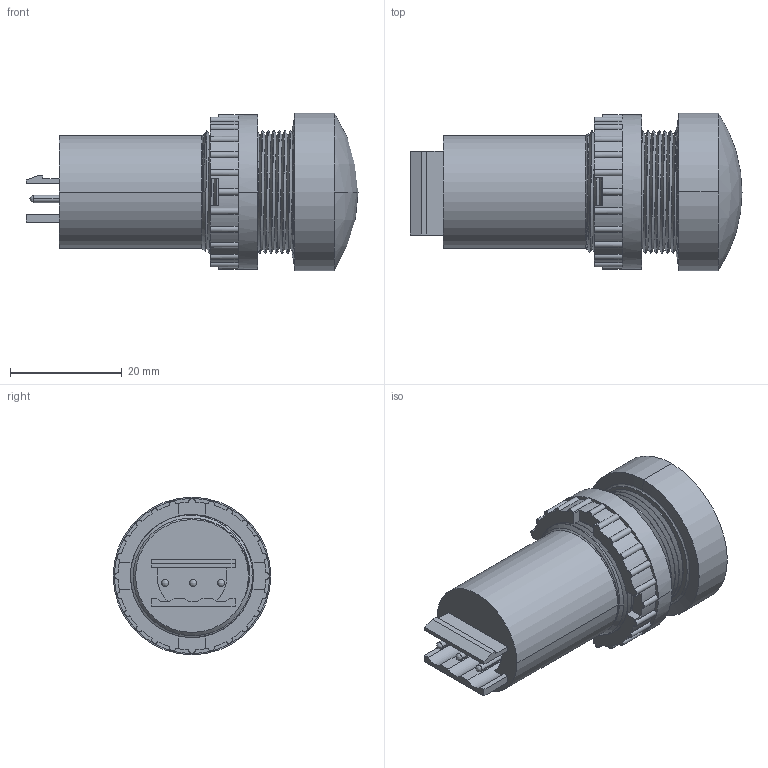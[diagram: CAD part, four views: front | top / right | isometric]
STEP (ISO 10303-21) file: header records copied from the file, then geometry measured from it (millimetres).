
FILE_DESCRIPTION (( 'STEP AP214' ), '1' );
FILE_NAME ('10701077.step', '2018-02-26T16:50:53', ( '' ), ( '' ), 'SwSTEP 2.0', 'SolidWorks 2017', '' );
FILE_SCHEMA (( 'AUTOMOTIVE_DESIGN' ));
Length unit declared in the file: millimetre
Products named in the file (1): 10701077
Bounding box: 59.4 x 28.2 x 28.2 mm (x, y, z)
Volume: 21583.5 mm3; surface area: 7927.5 mm2
Topology: 1 solids, 1 shells, 161 faces, 472 edges, 300 vertices
Faces by surface type: cylinder 103, plane 37, bspline 12, cone 5, sphere 2, torus 2
Entity records: 14113 total; most frequent: CARTESIAN_POINT 8316, ORIENTED_EDGE 932, DIRECTION 890, EDGE_CURVE 466, AXIS2_PLACEMENT_3D 344, VERTEX_POINT 300, VECTOR 202, LINE 202
